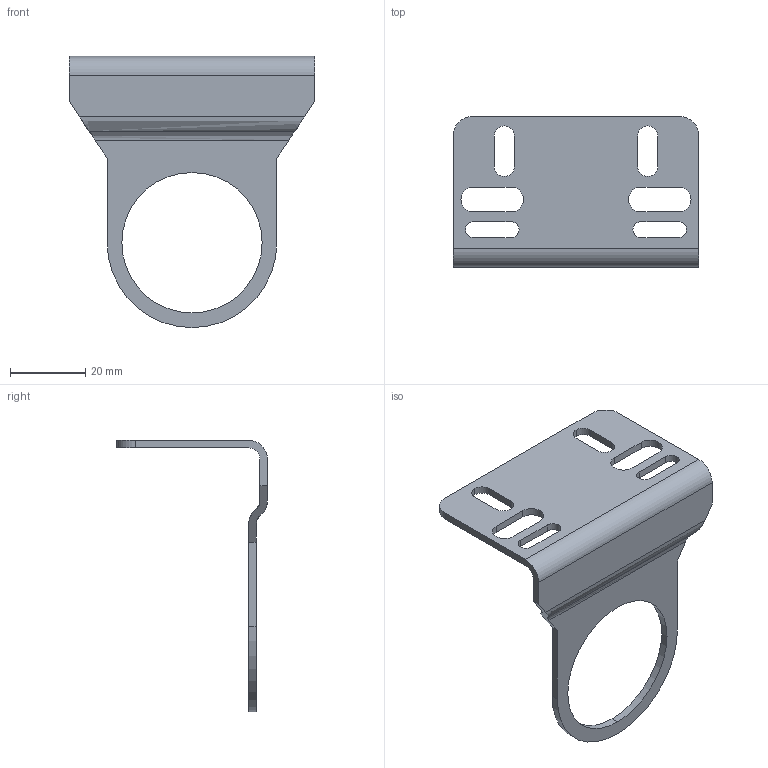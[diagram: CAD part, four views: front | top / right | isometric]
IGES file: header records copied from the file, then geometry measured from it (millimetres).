
Start section: SolidWorks IGES file using analytic representation for surfaces
Global section: file name: KBW.1-1227.IGS; native system: SolidWorks 2013; preprocessor: SolidWorks 2013; author: technolog; date: 140113.100950; units: millimetre
Bounding box: 65 x 40 x 71.9 mm (x, y, z)
Volume: 8551.4 mm3; surface area: 9834.8 mm2
Topology: 1 solids, 1 shells, 52 faces, 300 edges, 400 vertices
Faces by surface type: plane 27, revolution 25
